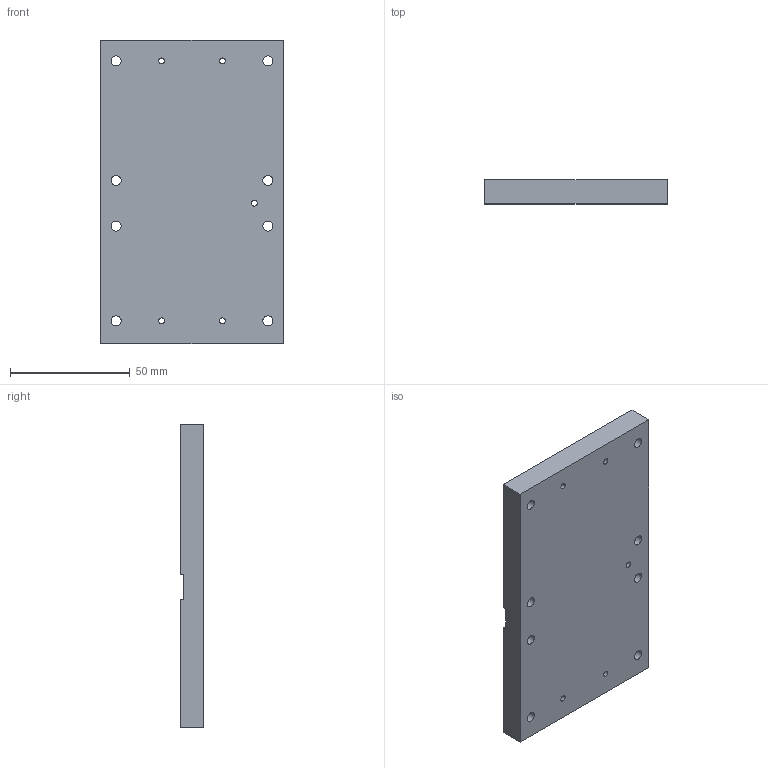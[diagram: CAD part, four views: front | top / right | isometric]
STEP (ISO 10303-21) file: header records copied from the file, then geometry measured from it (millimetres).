
FILE_DESCRIPTION(/* description */ (''),/* implementation_level */ '2;1');
FILE_NAME(/* name */ 'Copper spreader.stp',/* time_stamp */ '2025-03-14T09:41:48+01:00',/* author */ ('Carsten Grøn'),/* organization */ (''),/* preprocessor_version */ 'ST-DEVELOPER v18',/* originating_system */ 'Autodesk Inventor 2020',/* authorisation */ '');
FILE_SCHEMA (('CONFIG_CONTROL_DESIGN'));
Length unit declared in the file: millimetre
Products named in the file (1): Copper spreader
Bounding box: 76.2 x 10 x 127 mm (x, y, z)
Volume: 94226.1 mm3; surface area: 24780.2 mm2
Topology: 1 solids, 1 shells, 23 faces, 75 edges, 54 vertices
Faces by surface type: cylinder 13, plane 10
Full cylindrical faces by diameter (mm): 2.459 x5, 4.2 x8
Entity records: 956 total; most frequent: DIRECTION 161, CARTESIAN_POINT 153, ORIENTED_EDGE 150, EDGE_CURVE 75, AXIS2_PLACEMENT_3D 62, VERTEX_POINT 54, EDGE_LOOP 49, CIRCLE 38
